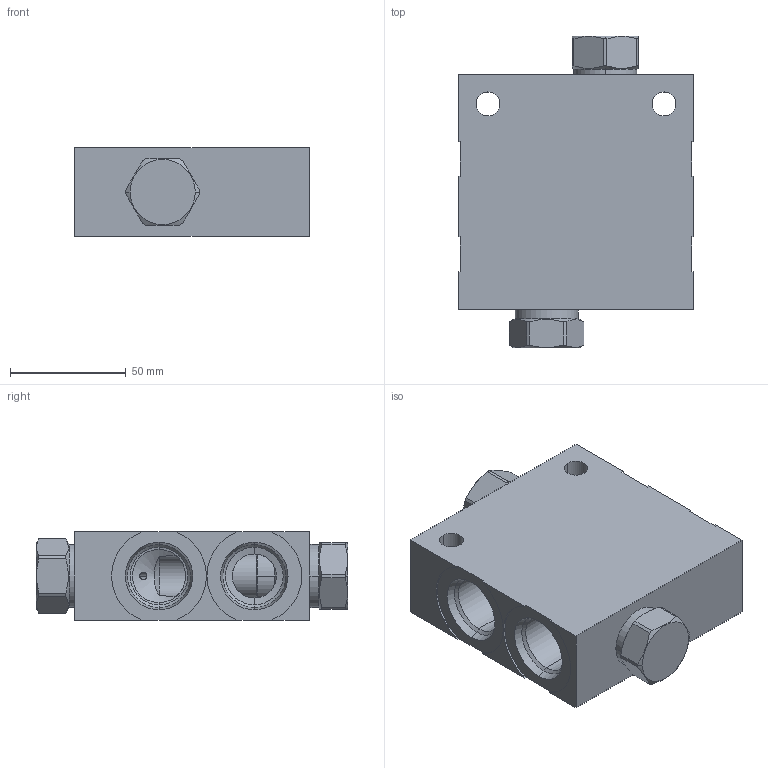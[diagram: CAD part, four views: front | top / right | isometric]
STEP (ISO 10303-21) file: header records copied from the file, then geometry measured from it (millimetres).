
FILE_DESCRIPTION((''),'2;1');
FILE_NAME('YCFEXCNAL_ASM','2024-03-08T',('ProEService'),(''),'PRO/ENGINEER BY PARAMETRIC TECHNOLOGY CORPORATION, 2014200','PRO/ENGINEER BY PARAMETRIC TECHNOLOGY CORPORATION, 2014200','');
FILE_SCHEMA(('CONFIG_CONTROL_DESIGN'));
Length unit declared in the file: inch
Products named in the file (4): 150-207-012; CXFAXCN; COFAXAN; YCFEXCNAL_ASM
Assembly tree (3 placements, depth 2):
  YCFEXCNAL_ASM
    150-207-012
    CXFAXCN
    COFAXAN
Bounding box: 101.6 x 134.92 x 38.1 mm (x, y, z)
Volume: 329773.2 mm3; surface area: 72161.8 mm2
Topology: 8 solids, 8 shells, 345 faces, 1010 edges, 808 vertices
Faces by surface type: cylinder 136, cone 86, plane 61, torus 42, revolution 20
Entity records: 13309 total; most frequent: CARTESIAN_POINT 4131, DIRECTION 2008, ORIENTED_EDGE 1546, EDGE_CURVE 773, AXIS2_PLACEMENT_3D 745, VECTOR 498, LINE 498, VERTEX_POINT 460
